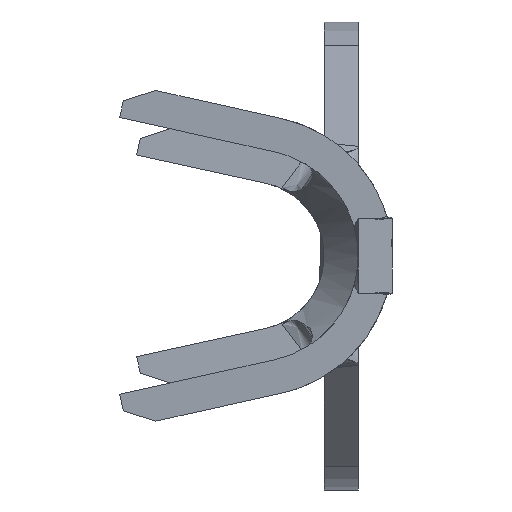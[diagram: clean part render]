
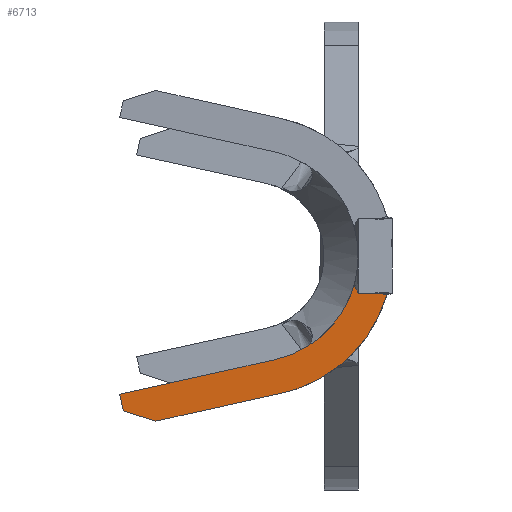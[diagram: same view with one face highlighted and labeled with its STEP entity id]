
A CAD part, left-side view. The second image highlights one B-rep face of the part: STEP entity #6713.
In plain terms, the highlighted planar face has unit normal (-0.996, 0.087, 0).
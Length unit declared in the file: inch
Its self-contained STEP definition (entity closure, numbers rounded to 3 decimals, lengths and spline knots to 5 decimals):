
#4 = LINE ( 'NONE', #5652, #7026 ) ;
#162 =( BOUNDED_CURVE ( )  B_SPLINE_CURVE ( 3, ( #6678, #2679, #1044, #4954 ),
 .UNSPECIFIED., .F., .T. ) 
 B_SPLINE_CURVE_WITH_KNOTS ( ( 4, 4 ),
 ( 4.93196, 6.0003 ),
 .UNSPECIFIED. ) 
 CURVE ( )  GEOMETRIC_REPRESENTATION_ITEM ( )  RATIONAL_B_SPLINE_CURVE ( ( 1., 0.907, 0.907, 1. ) ) 
 REPRESENTATION_ITEM ( '' )  );
#168 = VERTEX_POINT ( 'NONE', #672 ) ;
#212 = DIRECTION ( 'NONE',  ( -0.084, -0.957, -0.278 ) ) ;
#316 = PLANE ( 'NONE',  #361 ) ;
#354 = CARTESIAN_POINT ( 'NONE',  ( -0.9849, 0.11113, -0.20105 ) ) ;
#361 = AXIS2_PLACEMENT_3D ( 'NONE', #3099, #1428, #4209 ) ;
#484 = EDGE_CURVE ( 'NONE', #1645, #168, #162, .T. ) ;
#621 = DIRECTION ( 'NONE',  ( -0.085, -0.972, 0.217 ) ) ;
#672 = CARTESIAN_POINT ( 'NONE',  ( -0.99408, 0.0062, -0.04354 ) ) ;
#1044 = CARTESIAN_POINT ( 'NONE',  ( -0.99266, 0.02249, -0.09959 ) ) ;
#1171 = ORIENTED_EDGE ( 'NONE', *, *, #484, .F. ) ;
#1243 = CARTESIAN_POINT ( 'NONE',  ( -0.964, 0.35, -0.20313 ) ) ;
#1276 = VECTOR ( 'NONE', #2163, 39.37008 ) ;
#1428 = DIRECTION ( 'NONE',  ( 0.996, -0.087, 0. ) ) ;
#1645 = VERTEX_POINT ( 'NONE', #3246 ) ;
#1653 = EDGE_CURVE ( 'NONE', #3393, #5051, #2750, .T. ) ;
#1926 = CARTESIAN_POINT ( 'NONE',  ( -0.99828, -0.04181, -0.0575 ) ) ;
#2163 = DIRECTION ( 'NONE',  ( 0.085, 0.972, -0.217 ) ) ;
#2305 = VECTOR ( 'NONE', #212, 39.37008 ) ;
#2552 = CARTESIAN_POINT ( 'NONE',  ( -0.9964, -0.0203, -0.13152 ) ) ;
#2555 = EDGE_CURVE ( 'NONE', #2622, #1645, #4, .T. ) ;
#2622 = VERTEX_POINT ( 'NONE', #1243 ) ;
#2679 = CARTESIAN_POINT ( 'NONE',  ( -0.98893, 0.06505, -0.13954 ) ) ;
#2726 = CARTESIAN_POINT ( 'NONE',  ( -0.96334, 0.35764, -0.22342 ) ) ;
#2750 = LINE ( 'NONE', #3263, #1276 ) ;
#3099 = CARTESIAN_POINT ( 'NONE',  ( -0.999, -0.05, -0.25 ) ) ;
#3138 = CARTESIAN_POINT ( 'NONE',  ( -0.99828, -0.04181, -0.0575 ) ) ;
#3148 = VECTOR ( 'NONE', #4398, 39.37008 ) ;
#3246 = CARTESIAN_POINT ( 'NONE',  ( -0.98395, 0.12202, -0.15225 ) ) ;
#3263 = CARTESIAN_POINT ( 'NONE',  ( -0.98356, 0.12651, -0.20449 ) ) ;
#3375 = EDGE_CURVE ( 'NONE', #5582, #3393, #6594, .T. ) ;
#3393 = VERTEX_POINT ( 'NONE', #7127 ) ;
#3430 = CARTESIAN_POINT ( 'NONE',  ( -0.96448, 0.34455, -0.22753 ) ) ;
#3529 = VECTOR ( 'NONE', #7380, 39.37008 ) ;
#3690 = CARTESIAN_POINT ( 'NONE',  ( -0.99148, 0.0359, -0.18427 ) ) ;
#4169 = ORIENTED_EDGE ( 'NONE', *, *, #4895, .F. ) ;
#4209 = DIRECTION ( 'NONE',  ( 0.087, 0.996, 0. ) ) ;
#4398 = DIRECTION ( 'NONE',  ( 0.083, 0.951, 0.298 ) ) ;
#4516 = ORIENTED_EDGE ( 'NONE', *, *, #3375, .F. ) ;
#4636 = LINE ( 'NONE', #2726, #3148 ) ;
#4645 = ORIENTED_EDGE ( 'NONE', *, *, #1653, .F. ) ;
#4690 = EDGE_CURVE ( 'NONE', #6029, #2622, #6415, .T. ) ;
#4895 = EDGE_CURVE ( 'NONE', #168, #5582, #6685, .T. ) ;
#4954 = CARTESIAN_POINT ( 'NONE',  ( -0.99408, 0.0062, -0.04354 ) ) ;
#5051 = VERTEX_POINT ( 'NONE', #6757 ) ;
#5168 = ORIENTED_EDGE ( 'NONE', *, *, #4690, .F. ) ;
#5582 = VERTEX_POINT ( 'NONE', #1926 ) ;
#5652 = CARTESIAN_POINT ( 'NONE',  ( -0.98261, 0.13732, -0.15567 ) ) ;
#5683 = CARTESIAN_POINT ( 'NONE',  ( -0.96394, 0.35068, -0.20006 ) ) ;
#6029 = VERTEX_POINT ( 'NONE', #3430 ) ;
#6378 = EDGE_LOOP ( 'NONE', ( #4169, #1171, #6639, #5168, #7035, #4645, #4516 ) ) ;
#6415 = LINE ( 'NONE', #5683, #3529 ) ;
#6477 = FACE_OUTER_BOUND ( 'NONE', #6378, .T. ) ;
#6594 =( BOUNDED_CURVE ( )  B_SPLINE_CURVE ( 3, ( #3138, #2552, #3690, #354 ),
 .UNSPECIFIED., .F., .F. ) 
 B_SPLINE_CURVE_WITH_KNOTS ( ( 4, 4 ),
 ( 0.28288, 1.35123 ),
 .UNSPECIFIED. ) 
 CURVE ( )  GEOMETRIC_REPRESENTATION_ITEM ( )  RATIONAL_B_SPLINE_CURVE ( ( 1., 0.907, 0.907, 1. ) ) 
 REPRESENTATION_ITEM ( '' )  );
#6639 = ORIENTED_EDGE ( 'NONE', *, *, #2555, .F. ) ;
#6678 = CARTESIAN_POINT ( 'NONE',  ( -0.98395, 0.12202, -0.15225 ) ) ;
#6685 = LINE ( 'NONE', #7024, #2305 ) ;
#6713 = ADVANCED_FACE ( 'NONE', ( #6477 ), #316, .F. ) ;
#6757 = CARTESIAN_POINT ( 'NONE',  ( -0.96865, 0.29685, -0.2425 ) ) ;
#6882 = EDGE_CURVE ( 'NONE', #5051, #6029, #4636, .T. ) ;
#7024 = CARTESIAN_POINT ( 'NONE',  ( -0.99828, -0.04181, -0.0575 ) ) ;
#7026 = VECTOR ( 'NONE', #621, 39.37008 ) ;
#7035 = ORIENTED_EDGE ( 'NONE', *, *, #6882, .F. ) ;
#7127 = CARTESIAN_POINT ( 'NONE',  ( -0.9849, 0.11113, -0.20105 ) ) ;
#7380 = DIRECTION ( 'NONE',  ( 0.019, 0.218, 0.976 ) ) ;
